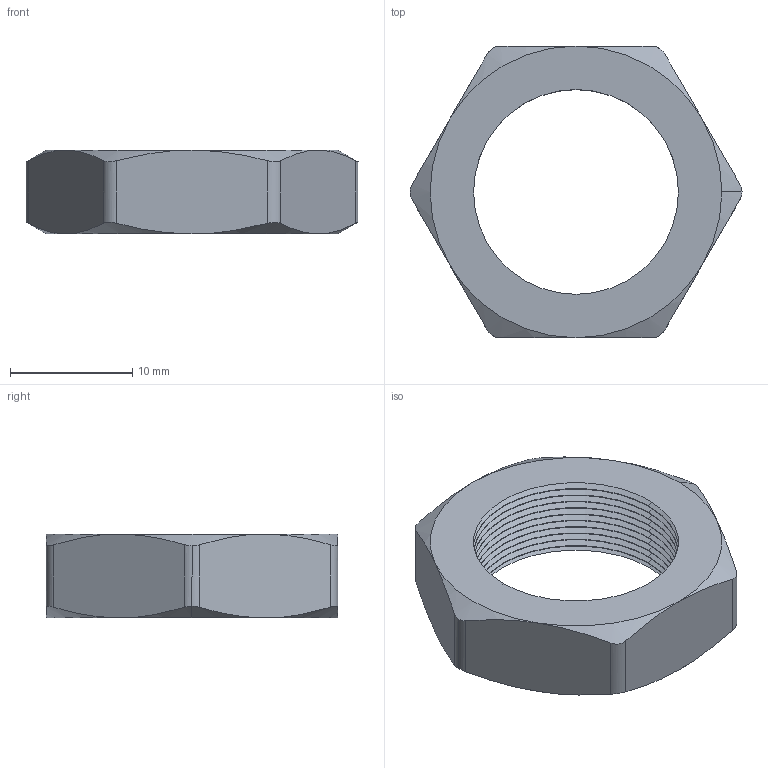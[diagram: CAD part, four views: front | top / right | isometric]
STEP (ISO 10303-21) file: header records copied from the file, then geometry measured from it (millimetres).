
FILE_DESCRIPTION (( 'STEP AP203' ), '1' );
FILE_NAME ('NN-09.STEP', '2008-04-01T12:56:10', ( 'Baystate-05' ), ( 'BayState InfoTech' ), 'SwSTEP 2.0', 'SolidWorks 2007', '' );
FILE_SCHEMA (( 'CONFIG_CONTROL_DESIGN' ));
Length unit declared in the file: inch
Products named in the file (1): NN-09
Bounding box: 27.18 x 23.88 x 6.86 mm (x, y, z)
Volume: 1752.1 mm3; surface area: 1772.4 mm2
Topology: 1 solids, 1 shells, 93 faces, 198 edges, 107 vertices
Faces by surface type: cone 58, cylinder 27, plane 8
Entity records: 2700 total; most frequent: CARTESIAN_POINT 662, DIRECTION 427, ORIENTED_EDGE 396, EDGE_CURVE 198, AXIS2_PLACEMENT_3D 174, VERTEX_POINT 107, EDGE_LOOP 95, ADVANCED_FACE 93
